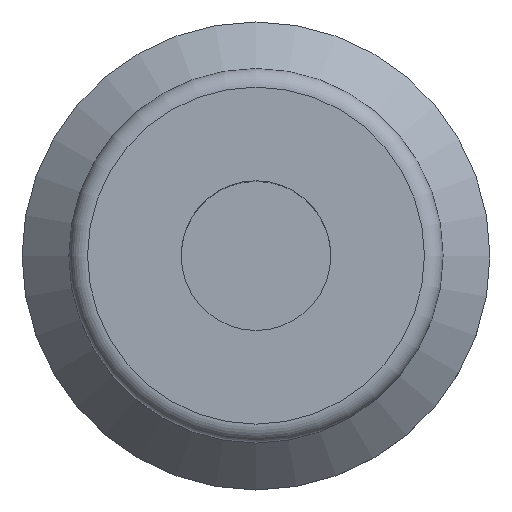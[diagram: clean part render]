
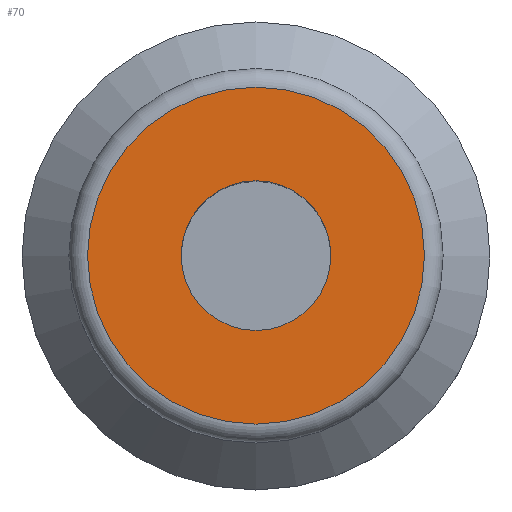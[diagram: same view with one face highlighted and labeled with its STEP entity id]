
A CAD part, top view. The second image highlights one B-rep face of the part: STEP entity #70.
In plain terms, the highlighted planar face has unit normal (0, 0, 1).
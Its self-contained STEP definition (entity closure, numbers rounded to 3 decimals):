
#70=ADVANCED_FACE('',(#89,#90),#84,.F.);
#84=PLANE('',#238);
#89=FACE_BOUND('',#107,.T.);
#90=FACE_BOUND('',#108,.T.);
#107=EDGE_LOOP('',(#130));
#108=EDGE_LOOP('',(#131));
#130=ORIENTED_EDGE('',*,*,#196,.F.);
#131=ORIENTED_EDGE('',*,*,#197,.T.);
#176=VERTEX_POINT('',#337);
#177=VERTEX_POINT('',#339);
#196=EDGE_CURVE('',#176,#176,#219,.T.);
#197=EDGE_CURVE('',#177,#177,#220,.T.);
#219=CIRCLE('',#236,18.);
#220=CIRCLE('',#237,8.);
#236=AXIS2_PLACEMENT_3D('',#336,#268,#269);
#237=AXIS2_PLACEMENT_3D('',#338,#270,#271);
#238=AXIS2_PLACEMENT_3D('',#340,#272,#273);
#268=DIRECTION('',(0.,0.,-1.));
#269=DIRECTION('',(-1.,0.,0.));
#270=DIRECTION('',(0.,0.,-1.));
#271=DIRECTION('',(-1.,0.,0.));
#272=DIRECTION('',(0.,0.,-1.));
#273=DIRECTION('',(1.,0.,0.));
#336=CARTESIAN_POINT('',(0.,0.,25.));
#337=CARTESIAN_POINT('',(-18.,0.,25.));
#338=CARTESIAN_POINT('',(0.,0.,25.));
#339=CARTESIAN_POINT('',(-8.,0.,25.));
#340=CARTESIAN_POINT('',(0.,0.,25.));
